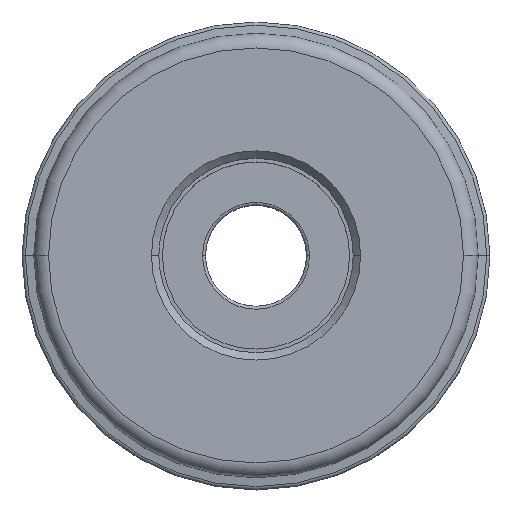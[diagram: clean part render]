
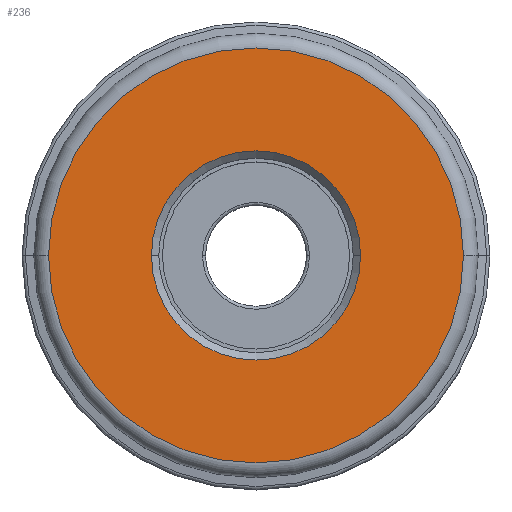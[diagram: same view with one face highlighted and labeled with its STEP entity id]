
A CAD part, top view. The second image highlights one B-rep face of the part: STEP entity #236.
In plain terms, the highlighted planar face has unit normal (0, 0, 1).
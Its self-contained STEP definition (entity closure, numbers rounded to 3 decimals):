
#236=ADVANCED_FACE('',(#303,#304),#296,.F.);
#296=PLANE('',#1548);
#303=FACE_BOUND('',#343,.T.);
#304=FACE_BOUND('',#344,.T.);
#343=EDGE_LOOP('',(#527,#528));
#344=EDGE_LOOP('',(#529,#530));
#527=ORIENTED_EDGE('',*,*,#937,.T.);
#528=ORIENTED_EDGE('',*,*,#938,.T.);
#529=ORIENTED_EDGE('',*,*,#939,.T.);
#530=ORIENTED_EDGE('',*,*,#940,.T.);
#807=VERTEX_POINT('',#2446);
#808=VERTEX_POINT('',#2447);
#809=VERTEX_POINT('',#2450);
#810=VERTEX_POINT('',#2451);
#937=EDGE_CURVE('',#807,#808,#1122,.T.);
#938=EDGE_CURVE('',#808,#807,#1123,.T.);
#939=EDGE_CURVE('',#809,#810,#1124,.T.);
#940=EDGE_CURVE('',#810,#809,#1125,.T.);
#1122=CIRCLE('',#1544,28.163);
#1123=CIRCLE('',#1545,28.163);
#1124=CIRCLE('',#1546,14.2);
#1125=CIRCLE('',#1547,14.2);
#1544=AXIS2_PLACEMENT_3D('',#2445,#1904,#1905);
#1545=AXIS2_PLACEMENT_3D('',#2448,#1906,#1907);
#1546=AXIS2_PLACEMENT_3D('',#2449,#1908,#1909);
#1547=AXIS2_PLACEMENT_3D('',#2452,#1910,#1911);
#1548=AXIS2_PLACEMENT_3D('',#2453,#1912,#1913);
#1904=DIRECTION('',(0.,0.,1.));
#1905=DIRECTION('',(1.,0.,0.));
#1906=DIRECTION('',(0.,0.,1.));
#1907=DIRECTION('',(-1.,0.,0.));
#1908=DIRECTION('',(0.,0.,-1.));
#1909=DIRECTION('',(-1.,0.,0.));
#1910=DIRECTION('',(0.,0.,-1.));
#1911=DIRECTION('',(1.,0.,0.));
#1912=DIRECTION('',(0.,0.,-1.));
#1913=DIRECTION('',(1.,0.,0.));
#2445=CARTESIAN_POINT('',(0.,0.,0.));
#2446=CARTESIAN_POINT('',(28.163,0.,0.));
#2447=CARTESIAN_POINT('',(-28.163,0.,0.));
#2448=CARTESIAN_POINT('',(0.,0.,0.));
#2449=CARTESIAN_POINT('',(0.,0.,0.));
#2450=CARTESIAN_POINT('',(-14.2,0.,0.));
#2451=CARTESIAN_POINT('',(14.2,0.,0.));
#2452=CARTESIAN_POINT('',(0.,0.,0.));
#2453=CARTESIAN_POINT('',(0.,0.,0.));
